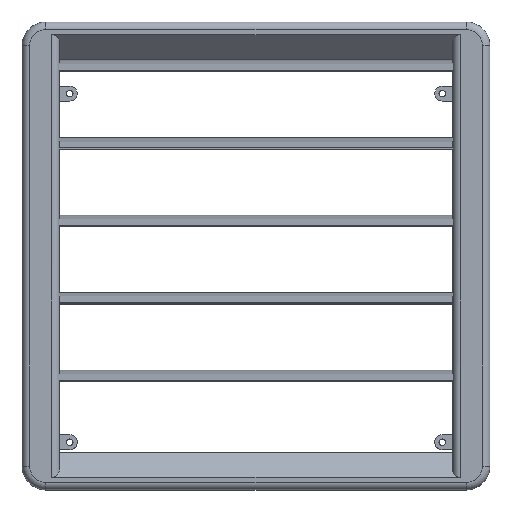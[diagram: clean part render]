
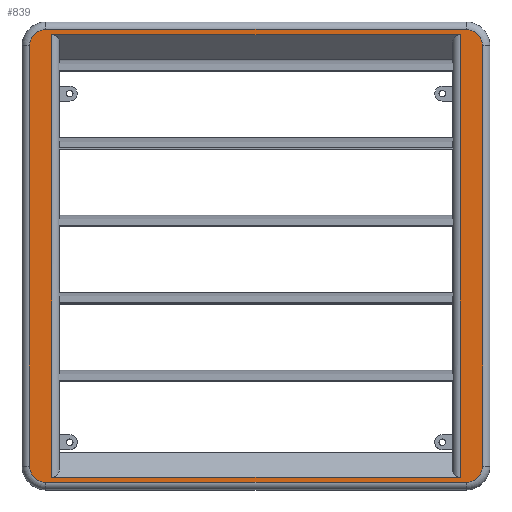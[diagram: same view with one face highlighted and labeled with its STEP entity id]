
A CAD part, top view. The second image highlights one B-rep face of the part: STEP entity #839.
In plain terms, the highlighted planar face has unit normal (0, 0, 1).
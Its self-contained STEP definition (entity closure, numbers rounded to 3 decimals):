
#5 = EDGE_CURVE ( 'NONE', #2472, #3349, #3114, .T. ) ;
#63 = VERTEX_POINT ( 'NONE', #1803 ) ;
#172 = CARTESIAN_POINT ( 'NONE',  ( 141., 141., 20. ) ) ;
#187 = FACE_BOUND ( 'NONE', #2533, .T. ) ;
#206 = DIRECTION ( 'NONE',  ( -1., 0., 0. ) ) ;
#216 = VERTEX_POINT ( 'NONE', #1360 ) ;
#224 = FACE_OUTER_BOUND ( 'NONE', #2284, .T. ) ;
#228 = ORIENTED_EDGE ( 'NONE', *, *, #5, .T. ) ;
#303 = CARTESIAN_POINT ( 'NONE',  ( -132., -148.5, 20. ) ) ;
#316 = EDGE_CURVE ( 'NONE', #3176, #1524, #2530, .T. ) ;
#366 = VERTEX_POINT ( 'NONE', #1187 ) ;
#393 = DIRECTION ( 'NONE',  ( 1., 0., 0. ) ) ;
#399 = EDGE_CURVE ( 'NONE', #63, #3176, #1760, .T. ) ;
#591 = AXIS2_PLACEMENT_3D ( 'NONE', #1535, #2301, #3118 ) ;
#621 = VECTOR ( 'NONE', #2832, 1000. ) ;
#688 = CARTESIAN_POINT ( 'NONE',  ( 152., -141., 20. ) ) ;
#695 = CARTESIAN_POINT ( 'NONE',  ( 141., -152., 20. ) ) ;
#699 = DIRECTION ( 'NONE',  ( 0., 0., 1. ) ) ;
#743 = DIRECTION ( 'NONE',  ( 0., 0., -1. ) ) ;
#773 = AXIS2_PLACEMENT_3D ( 'NONE', #2186, #3005, #2470 ) ;
#780 = VERTEX_POINT ( 'NONE', #1758 ) ;
#790 = VERTEX_POINT ( 'NONE', #688 ) ;
#819 = CARTESIAN_POINT ( 'NONE',  ( -141., -152., 20. ) ) ;
#839 = ADVANCED_FACE ( 'NONE', ( #224, #187 ), #1473, .F. ) ;
#850 = CARTESIAN_POINT ( 'NONE',  ( 152., 141., 20. ) ) ;
#885 = CARTESIAN_POINT ( 'NONE',  ( -137., 148.5, 20. ) ) ;
#993 = LINE ( 'NONE', #3099, #2790 ) ;
#1056 = AXIS2_PLACEMENT_3D ( 'NONE', #2323, #1575, #3123 ) ;
#1117 = EDGE_CURVE ( 'NONE', #1524, #790, #1267, .T. ) ;
#1126 = CIRCLE ( 'NONE', #1344, 11. ) ;
#1128 = EDGE_CURVE ( 'NONE', #780, #1992, #1928, .T. ) ;
#1162 = DIRECTION ( 'NONE',  ( 0., 1., 0. ) ) ;
#1187 = CARTESIAN_POINT ( 'NONE',  ( -141., 152., 20. ) ) ;
#1196 = ORIENTED_EDGE ( 'NONE', *, *, #316, .T. ) ;
#1209 = CARTESIAN_POINT ( 'NONE',  ( 141., 152., 20. ) ) ;
#1216 = ORIENTED_EDGE ( 'NONE', *, *, #2751, .F. ) ;
#1265 = LINE ( 'NONE', #1471, #621 ) ;
#1267 = CIRCLE ( 'NONE', #773, 11. ) ;
#1344 = AXIS2_PLACEMENT_3D ( 'NONE', #3296, #699, #1974 ) ;
#1360 = CARTESIAN_POINT ( 'NONE',  ( -152., 141., 20. ) ) ;
#1471 = CARTESIAN_POINT ( 'NONE',  ( -132., 148.5, 20. ) ) ;
#1473 = PLANE ( 'NONE',  #3157 ) ;
#1496 = CARTESIAN_POINT ( 'NONE',  ( 137., -148.5, 20. ) ) ;
#1506 = ORIENTED_EDGE ( 'NONE', *, *, #3382, .T. ) ;
#1524 = VERTEX_POINT ( 'NONE', #695 ) ;
#1535 = CARTESIAN_POINT ( 'NONE',  ( -141., -141., 20. ) ) ;
#1575 = DIRECTION ( 'NONE',  ( 0., 0., 1. ) ) ;
#1580 = DIRECTION ( 'NONE',  ( 0., -1., 0. ) ) ;
#1747 = ORIENTED_EDGE ( 'NONE', *, *, #1128, .T. ) ;
#1758 = CARTESIAN_POINT ( 'NONE',  ( -137., -148.5, 20. ) ) ;
#1760 = CIRCLE ( 'NONE', #591, 11. ) ;
#1790 = CARTESIAN_POINT ( 'NONE',  ( 137., 148.5, 20. ) ) ;
#1803 = CARTESIAN_POINT ( 'NONE',  ( -152., -141., 20. ) ) ;
#1866 = ORIENTED_EDGE ( 'NONE', *, *, #1117, .T. ) ;
#1901 = VECTOR ( 'NONE', #2418, 1000. ) ;
#1911 = CARTESIAN_POINT ( 'NONE',  ( -137., 148.5, 20. ) ) ;
#1928 = LINE ( 'NONE', #1911, #2988 ) ;
#1942 = LINE ( 'NONE', #303, #3120 ) ;
#1974 = DIRECTION ( 'NONE',  ( -1., 0., 0. ) ) ;
#1990 = DIRECTION ( 'NONE',  ( 0., -1., 0. ) ) ;
#1992 = VERTEX_POINT ( 'NONE', #885 ) ;
#2068 = EDGE_CURVE ( 'NONE', #3349, #366, #993, .T. ) ;
#2088 = VERTEX_POINT ( 'NONE', #1496 ) ;
#2099 = CARTESIAN_POINT ( 'NONE',  ( -152., 141., 20. ) ) ;
#2186 = CARTESIAN_POINT ( 'NONE',  ( 141., -141., 20. ) ) ;
#2218 = LINE ( 'NONE', #2251, #2574 ) ;
#2250 = ORIENTED_EDGE ( 'NONE', *, *, #2518, .T. ) ;
#2251 = CARTESIAN_POINT ( 'NONE',  ( 137., -148.5, 20. ) ) ;
#2284 = EDGE_LOOP ( 'NONE', ( #2514, #1506, #3040, #3358, #1196, #1866, #3071, #228 ) ) ;
#2301 = DIRECTION ( 'NONE',  ( 0., 0., 1. ) ) ;
#2323 = CARTESIAN_POINT ( 'NONE',  ( 141., 141., 20. ) ) ;
#2398 = VECTOR ( 'NONE', #1580, 1000. ) ;
#2418 = DIRECTION ( 'NONE',  ( 0., 1., 0. ) ) ;
#2434 = LINE ( 'NONE', #850, #1901 ) ;
#2464 = VERTEX_POINT ( 'NONE', #1790 ) ;
#2470 = DIRECTION ( 'NONE',  ( -1., 0., 0. ) ) ;
#2472 = VERTEX_POINT ( 'NONE', #2849 ) ;
#2514 = ORIENTED_EDGE ( 'NONE', *, *, #2068, .T. ) ;
#2518 = EDGE_CURVE ( 'NONE', #1992, #2464, #1265, .T. ) ;
#2530 = LINE ( 'NONE', #3273, #2539 ) ;
#2533 = EDGE_LOOP ( 'NONE', ( #2250, #3297, #1216, #1747 ) ) ;
#2539 = VECTOR ( 'NONE', #393, 1000. ) ;
#2574 = VECTOR ( 'NONE', #1990, 1000. ) ;
#2633 = EDGE_CURVE ( 'NONE', #216, #63, #2920, .T. ) ;
#2751 = EDGE_CURVE ( 'NONE', #780, #2088, #1942, .T. ) ;
#2764 = EDGE_CURVE ( 'NONE', #790, #2472, #2434, .T. ) ;
#2790 = VECTOR ( 'NONE', #206, 1000. ) ;
#2832 = DIRECTION ( 'NONE',  ( 1., 0., 0. ) ) ;
#2849 = CARTESIAN_POINT ( 'NONE',  ( 152., 141., 20. ) ) ;
#2920 = LINE ( 'NONE', #2099, #2398 ) ;
#2988 = VECTOR ( 'NONE', #1162, 1000. ) ;
#2990 = DIRECTION ( 'NONE',  ( 1., 0., 0. ) ) ;
#3005 = DIRECTION ( 'NONE',  ( 0., 0., 1. ) ) ;
#3040 = ORIENTED_EDGE ( 'NONE', *, *, #2633, .T. ) ;
#3071 = ORIENTED_EDGE ( 'NONE', *, *, #2764, .T. ) ;
#3099 = CARTESIAN_POINT ( 'NONE',  ( 141., 152., 20. ) ) ;
#3114 = CIRCLE ( 'NONE', #1056, 11. ) ;
#3118 = DIRECTION ( 'NONE',  ( -1., 0., 0. ) ) ;
#3120 = VECTOR ( 'NONE', #2990, 1000. ) ;
#3123 = DIRECTION ( 'NONE',  ( -1., 0., 0. ) ) ;
#3157 = AXIS2_PLACEMENT_3D ( 'NONE', #172, #743, #3392 ) ;
#3176 = VERTEX_POINT ( 'NONE', #819 ) ;
#3273 = CARTESIAN_POINT ( 'NONE',  ( 141., -152., 20. ) ) ;
#3296 = CARTESIAN_POINT ( 'NONE',  ( -141., 141., 20. ) ) ;
#3297 = ORIENTED_EDGE ( 'NONE', *, *, #3299, .T. ) ;
#3299 = EDGE_CURVE ( 'NONE', #2464, #2088, #2218, .T. ) ;
#3349 = VERTEX_POINT ( 'NONE', #1209 ) ;
#3358 = ORIENTED_EDGE ( 'NONE', *, *, #399, .T. ) ;
#3382 = EDGE_CURVE ( 'NONE', #366, #216, #1126, .T. ) ;
#3392 = DIRECTION ( 'NONE',  ( -1., 0., 0. ) ) ;
